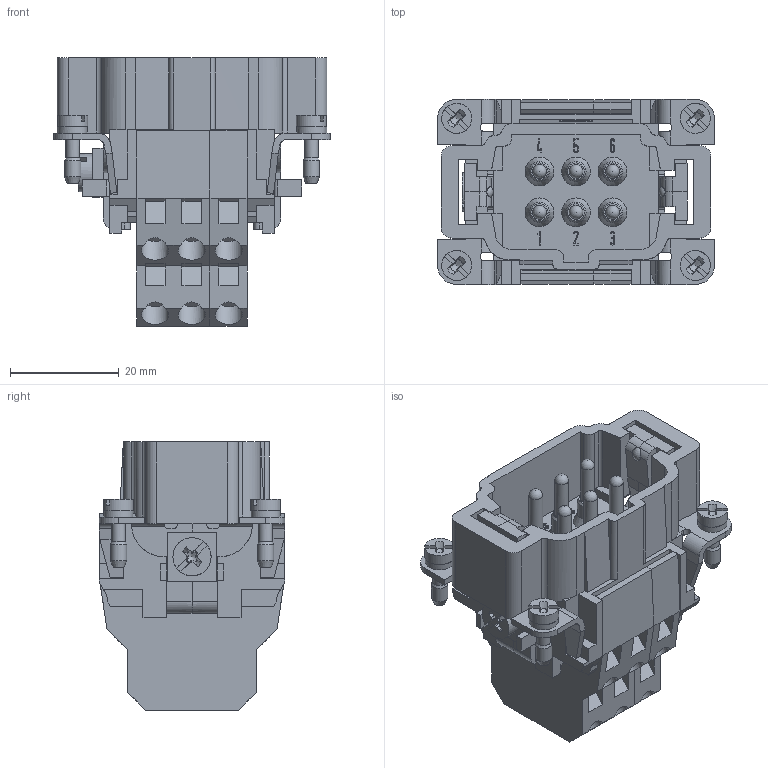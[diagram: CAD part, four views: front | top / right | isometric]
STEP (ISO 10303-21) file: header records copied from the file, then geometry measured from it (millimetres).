
FILE_DESCRIPTION(/* description */ (''),/* implementation_level */ '2;1');
FILE_NAME(/* name */ '100095099ugm000_c.stp',/* time_stamp */ '2019-04-17T07:57:29+02:00',/* author */ (''),/* organization */ (''),/* preprocessor_version */ 'ST-DEVELOPER v16.7',/* originating_system */ 'SIEMENS PLM Software NX 12.0',/* authorisation */ '');
FILE_SCHEMA (('AUTOMOTIVE_DESIGN { 1 0 10303 214 3 1 1 1 }'));
Length unit declared in the file: millimetre
Products named in the file (1): 100095099ugm000_c
Bounding box: 50.8 x 34 x 49.34 mm (x, y, z)
Volume: 31664.8 mm3; surface area: 15218.4 mm2
Topology: 1 solids, 1 shells, 916 faces, 2676 edges, 1871 vertices
Faces by surface type: plane 692, cylinder 175, cone 37, sphere 10, extrusion 2
Full cylindrical faces by diameter (mm): 0.6 x2, 0.66 x1, 0.78 x1, 2.5 x10, 3 x4, 3.7 x6, 5 x12, 5.34 x4, 5.5 x4, 7 x1
Entity records: 36736 total; most frequent: CARTESIAN_POINT 6851, ORIENTED_EDGE 4942, DIRECTION 4412, EDGE_CURVE 2471, VECTOR 1822, LINE 1820, VERTEX_POINT 1671, AXIS2_PLACEMENT_3D 1295
